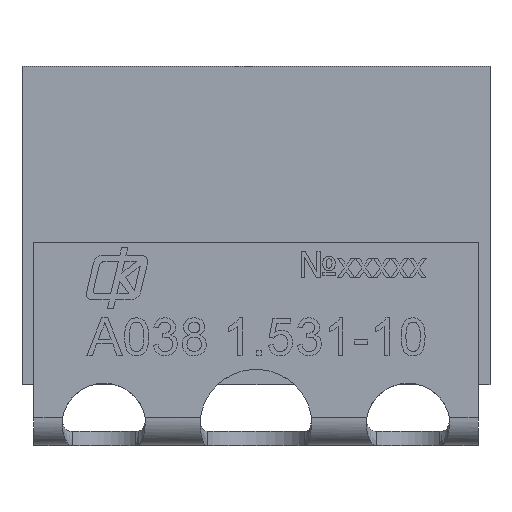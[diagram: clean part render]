
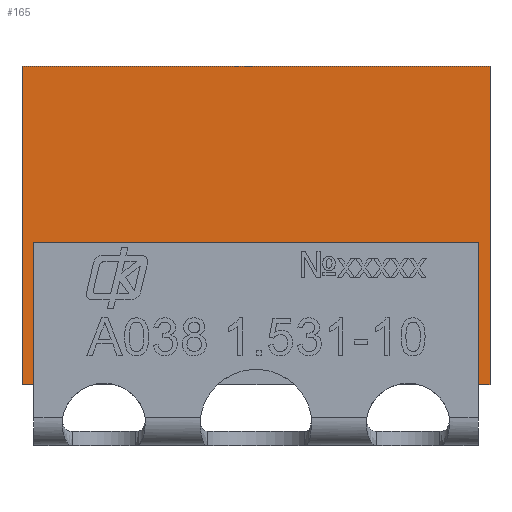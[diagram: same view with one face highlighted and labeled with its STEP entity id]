
A CAD part, top view. The second image highlights one B-rep face of the part: STEP entity #165.
In plain terms, the highlighted planar face has unit normal (0, 0, 1).
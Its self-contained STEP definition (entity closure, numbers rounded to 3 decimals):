
#165=ADVANCED_FACE('',(#3532),#3534,.F.);
#3532=FACE_BOUND('',#3533,.T.);
#3533=EDGE_LOOP('',(#8878,#8879,#8880,#8881,#8882,#8883,#8884,#8885));
#3534=PLANE('',#3535);
#3535=AXIS2_PLACEMENT_3D('',#3536,#3537,#3538);
#3536=CARTESIAN_POINT('',(-5.,3.4,1.8));
#3537=DIRECTION('',(0.,0.,-1.));
#3538=DIRECTION('',(-1.,0.,0.));
#8878=ORIENTED_EDGE('',*,*,#10876,.T.);
#8879=ORIENTED_EDGE('',*,*,#10877,.T.);
#8880=ORIENTED_EDGE('',*,*,#10878,.F.);
#8881=ORIENTED_EDGE('',*,*,#10835,.F.);
#8882=ORIENTED_EDGE('',*,*,#10879,.F.);
#8883=ORIENTED_EDGE('',*,*,#10880,.T.);
#8884=ORIENTED_EDGE('',*,*,#10881,.F.);
#8885=ORIENTED_EDGE('',*,*,#10882,.T.);
#10835=EDGE_CURVE('',#11849,#11841,#11851,.T.);
#10876=EDGE_CURVE('',#11930,#11931,#11932,.T.);
#10877=EDGE_CURVE('',#11931,#11933,#11934,.T.);
#10878=EDGE_CURVE('',#11841,#11933,#11935,.T.);
#10879=EDGE_CURVE('',#11936,#11849,#11937,.T.);
#10880=EDGE_CURVE('',#11936,#11938,#11939,.T.);
#10881=EDGE_CURVE('',#11940,#11938,#11941,.T.);
#10882=EDGE_CURVE('',#11940,#11930,#11942,.T.);
#11841=VERTEX_POINT('',#13518);
#11849=VERTEX_POINT('',#13534);
#11851=LINE('',#13538,#13539);
#11930=VERTEX_POINT('',#13699);
#11931=VERTEX_POINT('',#13700);
#11932=LINE('',#13701,#13702);
#11933=VERTEX_POINT('',#13704);
#11934=LINE('',#13705,#13706);
#11935=LINE('',#13708,#13709);
#11936=VERTEX_POINT('',#13711);
#11937=LINE('',#13712,#13713);
#11938=VERTEX_POINT('',#13715);
#11939=LINE('',#13716,#13717);
#11940=VERTEX_POINT('',#13719);
#11941=LINE('',#13720,#13721);
#11942=LINE('',#13723,#13724);
#13518=CARTESIAN_POINT('',(5.,-3.399,1.8));
#13534=CARTESIAN_POINT('',(5.,3.4,1.8));
#13538=CARTESIAN_POINT('',(5.,3.4,1.8));
#13539=VECTOR('',#13540,1.);
#13540=DIRECTION('',(0.,-1.,0.));
#13699=CARTESIAN_POINT('',(-4.75,-0.375,1.8));
#13700=CARTESIAN_POINT('',(4.75,-0.375,1.8));
#13701=CARTESIAN_POINT('',(-4.75,-0.375,1.8));
#13702=VECTOR('',#13703,1.);
#13703=DIRECTION('',(1.,0.,0.));
#13704=CARTESIAN_POINT('',(4.75,-3.399,1.8));
#13705=CARTESIAN_POINT('',(4.75,-0.375,1.8));
#13706=VECTOR('',#13707,1.);
#13707=DIRECTION('',(0.,-1.,0.));
#13708=CARTESIAN_POINT('',(5.,-3.399,1.8));
#13709=VECTOR('',#13710,1.);
#13710=DIRECTION('',(-1.,0.,0.));
#13711=CARTESIAN_POINT('',(-5.,3.4,1.8));
#13712=CARTESIAN_POINT('',(-5.,3.4,1.8));
#13713=VECTOR('',#13714,1.);
#13714=DIRECTION('',(1.,0.,0.));
#13715=CARTESIAN_POINT('',(-5.,-3.399,1.8));
#13716=CARTESIAN_POINT('',(-5.,3.4,1.8));
#13717=VECTOR('',#13718,1.);
#13718=DIRECTION('',(0.,-1.,0.));
#13719=CARTESIAN_POINT('',(-4.75,-3.399,1.8));
#13720=CARTESIAN_POINT('',(-4.75,-3.399,1.8));
#13721=VECTOR('',#13722,1.);
#13722=DIRECTION('',(-1.,0.,0.));
#13723=CARTESIAN_POINT('',(-4.75,-3.399,1.8));
#13724=VECTOR('',#13725,1.);
#13725=DIRECTION('',(0.,1.,0.));
